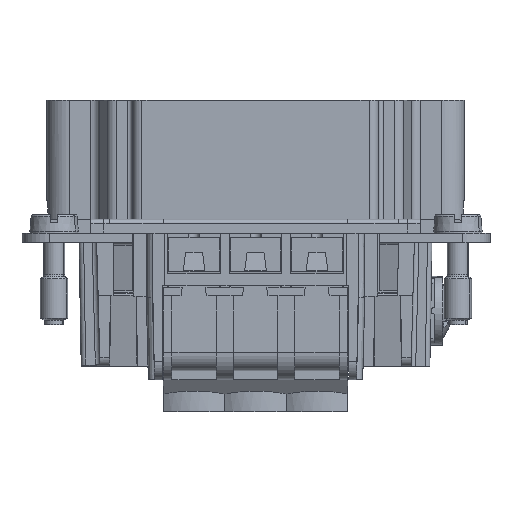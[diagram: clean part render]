
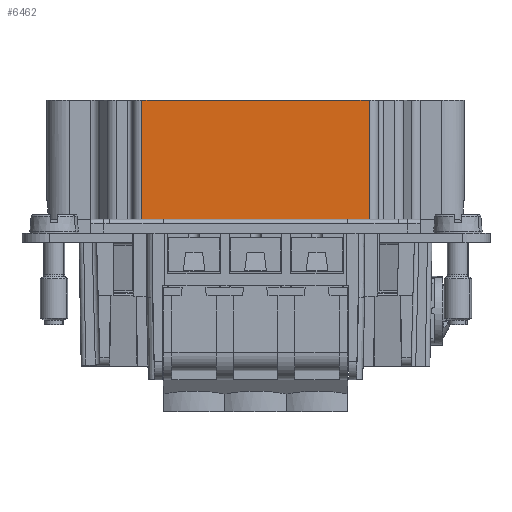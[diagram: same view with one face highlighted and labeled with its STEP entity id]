
A CAD part, left-side view. The second image highlights one B-rep face of the part: STEP entity #6462.
In plain terms, the highlighted planar face has unit normal (-1, 0, 0).
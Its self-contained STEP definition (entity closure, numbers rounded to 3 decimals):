
#6438=AXIS2_PLACEMENT_3D('Plane Axis2P3D',#6435,#6436,#6437) ;
#5540=CARTESIAN_POINT('Vertex',(4.5,37.952,34.)) ;
#5543=CARTESIAN_POINT('Line Origine',(4.5,37.95,34.)) ;
#5547=CARTESIAN_POINT('Vertex',(4.5,37.948,34.)) ;
#5550=CARTESIAN_POINT('Line Origine',(4.5,37.662,34.)) ;
#5554=CARTESIAN_POINT('Vertex',(4.5,37.375,34.)) ;
#5557=CARTESIAN_POINT('Line Origine',(4.5,25.552,34.)) ;
#5561=CARTESIAN_POINT('Vertex',(4.5,13.729,34.)) ;
#5564=CARTESIAN_POINT('Line Origine',(4.5,13.442,34.)) ;
#5568=CARTESIAN_POINT('Vertex',(4.5,13.155,34.)) ;
#5571=CARTESIAN_POINT('Line Origine',(4.5,13.153,34.)) ;
#5575=CARTESIAN_POINT('Vertex',(4.5,13.152,34.)) ;
#6416=CARTESIAN_POINT('Line Origine',(4.5,13.152,24.)) ;
#6420=CARTESIAN_POINT('Vertex',(4.5,13.152,21.)) ;
#6435=CARTESIAN_POINT('Axis2P3D Location',(4.5,37.948,21.)) ;
#6440=CARTESIAN_POINT('Line Origine',(4.5,25.552,21.)) ;
#6444=CARTESIAN_POINT('Vertex',(4.5,37.952,21.)) ;
#6447=CARTESIAN_POINT('Line Origine',(4.5,37.952,27.5)) ;
#5544=DIRECTION('Vector Direction',(0.,1.,0.)) ;
#5551=DIRECTION('Vector Direction',(0.,-1.,0.)) ;
#5558=DIRECTION('Vector Direction',(0.,-1.,0.)) ;
#5565=DIRECTION('Vector Direction',(0.,-1.,0.)) ;
#5572=DIRECTION('Vector Direction',(0.,1.,0.)) ;
#6417=DIRECTION('Vector Direction',(0.,0.,1.)) ;
#6436=DIRECTION('Axis2P3D Direction',(1.,0.,0.)) ;
#6437=DIRECTION('Axis2P3D XDirection',(0.,1.,0.)) ;
#6441=DIRECTION('Vector Direction',(0.,1.,0.)) ;
#6448=DIRECTION('Vector Direction',(0.,0.,-1.)) ;
#5545=VECTOR('Line Direction',#5544,1.) ;
#5552=VECTOR('Line Direction',#5551,1.) ;
#5559=VECTOR('Line Direction',#5558,1.) ;
#5566=VECTOR('Line Direction',#5565,1.) ;
#5573=VECTOR('Line Direction',#5572,1.) ;
#6418=VECTOR('Line Direction',#6417,1.) ;
#6442=VECTOR('Line Direction',#6441,1.) ;
#6449=VECTOR('Line Direction',#6448,1.) ;
#6453=ORIENTED_EDGE('',*,*,#6446,.F.) ;
#6454=ORIENTED_EDGE('',*,*,#6422,.F.) ;
#6455=ORIENTED_EDGE('',*,*,#5577,.T.) ;
#6456=ORIENTED_EDGE('',*,*,#5570,.T.) ;
#6457=ORIENTED_EDGE('',*,*,#5563,.F.) ;
#6458=ORIENTED_EDGE('',*,*,#5556,.T.) ;
#6459=ORIENTED_EDGE('',*,*,#5549,.T.) ;
#6460=ORIENTED_EDGE('',*,*,#6451,.T.) ;
#6462=ADVANCED_FACE('Hauptk\X2\00F6\X0\rper',(#6461),#6439,.F.) ;
#5549=EDGE_CURVE('',#5548,#5541,#5546,.T.) ;
#5556=EDGE_CURVE('',#5555,#5548,#5553,.F.) ;
#5563=EDGE_CURVE('',#5555,#5562,#5560,.T.) ;
#5570=EDGE_CURVE('',#5569,#5562,#5567,.F.) ;
#5577=EDGE_CURVE('',#5576,#5569,#5574,.T.) ;
#6422=EDGE_CURVE('',#5576,#6421,#6419,.F.) ;
#6446=EDGE_CURVE('',#6421,#6445,#6443,.T.) ;
#6451=EDGE_CURVE('',#5541,#6445,#6450,.T.) ;
#6452=EDGE_LOOP('',(#6453,#6454,#6455,#6456,#6457,#6458,#6459,#6460)) ;
#6461=FACE_OUTER_BOUND('',#6452,.T.) ;
#5546=LINE('Line',#5543,#5545) ;
#5553=LINE('Line',#5550,#5552) ;
#5560=LINE('Line',#5557,#5559) ;
#5567=LINE('Line',#5564,#5566) ;
#5574=LINE('Line',#5571,#5573) ;
#6419=LINE('Line',#6416,#6418) ;
#6443=LINE('Line',#6440,#6442) ;
#6450=LINE('Line',#6447,#6449) ;
#6439=PLANE('',#6438) ;
#5541=VERTEX_POINT('',#5540) ;
#5548=VERTEX_POINT('',#5547) ;
#5555=VERTEX_POINT('',#5554) ;
#5562=VERTEX_POINT('',#5561) ;
#5569=VERTEX_POINT('',#5568) ;
#5576=VERTEX_POINT('',#5575) ;
#6421=VERTEX_POINT('',#6420) ;
#6445=VERTEX_POINT('',#6444) ;
